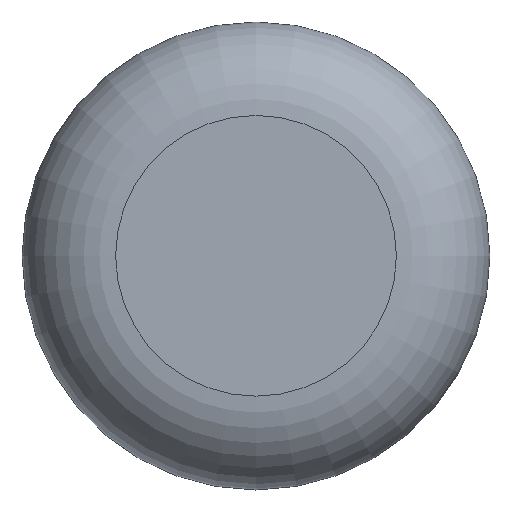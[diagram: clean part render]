
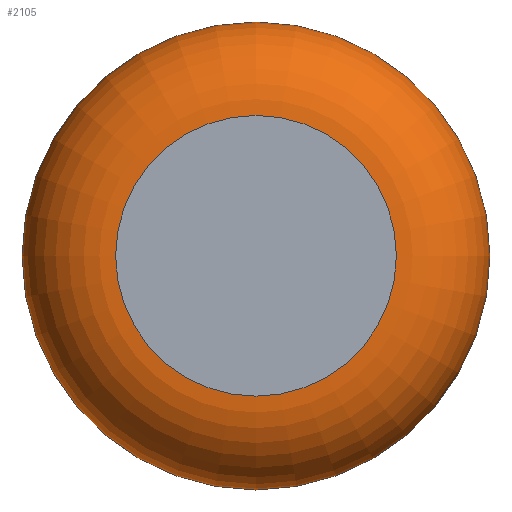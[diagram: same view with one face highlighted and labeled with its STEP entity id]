
A CAD part, top view. The second image highlights one B-rep face of the part: STEP entity #2105.
In plain terms, the highlighted toroidal (fillet/blend) face has major radius 3 mm and minor radius 2 mm.
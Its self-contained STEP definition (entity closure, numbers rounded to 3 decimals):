
#1698 = VERTEX_POINT('',#1699);
#1699 = CARTESIAN_POINT('',(5.,0.,1.));
#1705 = EDGE_CURVE('',#1698,#1698,#1706,.T.);
#1706 = CIRCLE('',#1707,5.);
#1707 = AXIS2_PLACEMENT_3D('',#1708,#1709,#1710);
#1708 = CARTESIAN_POINT('',(0.,0.,1.));
#1709 = DIRECTION('',(0.,0.,1.));
#1710 = DIRECTION('',(1.,0.,0.));
#2105 = ADVANCED_FACE('',(#2106),#2126,.T.);
#2106 = FACE_BOUND('',#2107,.T.);
#2107 = EDGE_LOOP('',(#2108,#2117,#2118,#2119));
#2108 = ORIENTED_EDGE('',*,*,#2109,.F.);
#2109 = EDGE_CURVE('',#1698,#2110,#2112,.T.);
#2110 = VERTEX_POINT('',#2111);
#2111 = CARTESIAN_POINT('',(3.,0.,3.));
#2112 = CIRCLE('',#2113,2.);
#2113 = AXIS2_PLACEMENT_3D('',#2114,#2115,#2116);
#2114 = CARTESIAN_POINT('',(3.,0.,1.));
#2115 = DIRECTION('',(0.,-1.,0.));
#2116 = DIRECTION('',(1.,0.,0.));
#2117 = ORIENTED_EDGE('',*,*,#1705,.T.);
#2118 = ORIENTED_EDGE('',*,*,#2109,.T.);
#2119 = ORIENTED_EDGE('',*,*,#2120,.F.);
#2120 = EDGE_CURVE('',#2110,#2110,#2121,.T.);
#2121 = CIRCLE('',#2122,3.);
#2122 = AXIS2_PLACEMENT_3D('',#2123,#2124,#2125);
#2123 = CARTESIAN_POINT('',(0.,0.,3.));
#2124 = DIRECTION('',(0.,0.,1.));
#2125 = DIRECTION('',(1.,0.,0.));
#2126 = TOROIDAL_SURFACE('',#2127,3.,2.);
#2127 = AXIS2_PLACEMENT_3D('',#2128,#2129,#2130);
#2128 = CARTESIAN_POINT('',(0.,0.,1.));
#2129 = DIRECTION('',(0.,0.,1.));
#2130 = DIRECTION('',(1.,0.,0.));
